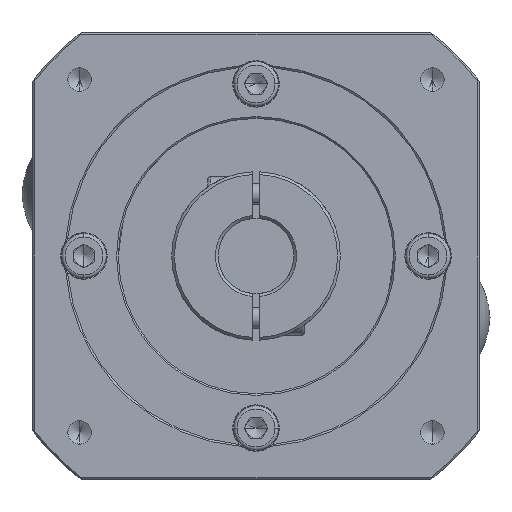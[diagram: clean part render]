
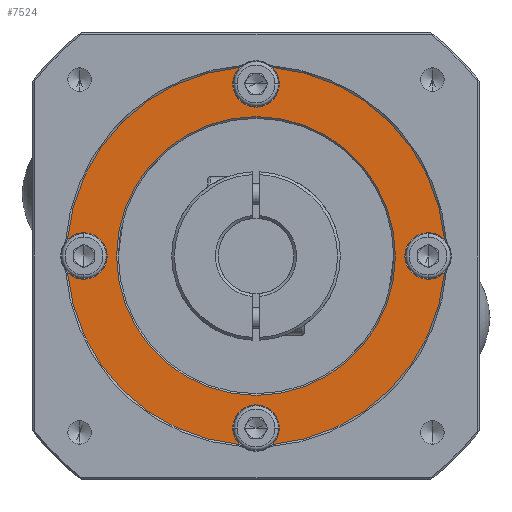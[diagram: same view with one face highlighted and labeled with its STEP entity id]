
A CAD part, left-side view. The second image highlights one B-rep face of the part: STEP entity #7524.
In plain terms, the highlighted face is planar.
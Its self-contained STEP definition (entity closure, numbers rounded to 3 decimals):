
#92 = AXIS2_PLACEMENT_3D ( 'NONE', #6286, #6276, #6251 ) ;
#181 = CIRCLE ( 'NONE', #6019, 55. ) ;
#183 = VERTEX_POINT ( 'NONE', #9407 ) ;
#290 = CARTESIAN_POINT ( 'NONE',  ( 0., 0., 66. ) ) ;
#678 = CARTESIAN_POINT ( 'NONE',  ( -40.5, 0., 66. ) ) ;
#683 = EDGE_CURVE ( 'NONE', #719, #1610, #5234, .T. ) ;
#719 = VERTEX_POINT ( 'NONE', #3761 ) ;
#962 = CIRCLE ( 'NONE', #4042, 55. ) ;
#969 = CIRCLE ( 'NONE', #1350, 6.75 ) ;
#985 = EDGE_CURVE ( 'NONE', #8882, #8990, #4533, .T. ) ;
#993 = DIRECTION ( 'NONE',  ( 0., 0., 1. ) ) ;
#1191 = CARTESIAN_POINT ( 'NONE',  ( 0., 0., 66. ) ) ;
#1205 = CARTESIAN_POINT ( 'NONE',  ( 40.5, 0., 66. ) ) ;
#1350 = AXIS2_PLACEMENT_3D ( 'NONE', #1635, #1581, #1444 ) ;
#1444 = DIRECTION ( 'NONE',  ( 1., 0., 0. ) ) ;
#1527 = VERTEX_POINT ( 'NONE', #4318 ) ;
#1581 = DIRECTION ( 'NONE',  ( 0., 0., -1. ) ) ;
#1610 = VERTEX_POINT ( 'NONE', #9918 ) ;
#1635 = CARTESIAN_POINT ( 'NONE',  ( 0., -50., 66. ) ) ;
#1678 = VERTEX_POINT ( 'NONE', #678 ) ;
#1753 = CIRCLE ( 'NONE', #2633, 55. ) ;
#1760 = EDGE_CURVE ( 'NONE', #1527, #3056, #1753, .T. ) ;
#1895 = EDGE_CURVE ( 'NONE', #9854, #8882, #962, .T. ) ;
#1905 = AXIS2_PLACEMENT_3D ( 'NONE', #3985, #3974, #3966 ) ;
#2050 = DIRECTION ( 'NONE',  ( 0., 0., -1. ) ) ;
#2097 = EDGE_CURVE ( 'NONE', #9581, #5699, #181, .T. ) ;
#2098 = ORIENTED_EDGE ( 'NONE', *, *, #4613, .T. ) ;
#2113 = CARTESIAN_POINT ( 'NONE',  ( 0., -50., 66. ) ) ;
#2151 = ORIENTED_EDGE ( 'NONE', *, *, #683, .T. ) ;
#2249 = VERTEX_POINT ( 'NONE', #1205 ) ;
#2316 = EDGE_CURVE ( 'NONE', #3681, #4991, #9620, .T. ) ;
#2370 = EDGE_CURVE ( 'NONE', #1678, #2249, #9498, .T. ) ;
#2587 = DIRECTION ( 'NONE',  ( 0., 0., 1. ) ) ;
#2633 = AXIS2_PLACEMENT_3D ( 'NONE', #8554, #6068, #10098 ) ;
#2643 = CIRCLE ( 'NONE', #4646, 6.75 ) ;
#2859 = ORIENTED_EDGE ( 'NONE', *, *, #1895, .T. ) ;
#2936 = CARTESIAN_POINT ( 'NONE',  ( 54.794, -4.751, 66. ) ) ;
#2971 = DIRECTION ( 'NONE',  ( 1., 0., 0. ) ) ;
#3056 = VERTEX_POINT ( 'NONE', #8427 ) ;
#3091 = DIRECTION ( 'NONE',  ( 1., 0., 0. ) ) ;
#3110 = DIRECTION ( 'NONE',  ( 0., 0., -1. ) ) ;
#3119 = CARTESIAN_POINT ( 'NONE',  ( 0., -50., 66. ) ) ;
#3288 = EDGE_CURVE ( 'NONE', #9588, #183, #6044, .T. ) ;
#3309 = ORIENTED_EDGE ( 'NONE', *, *, #3629, .T. ) ;
#3382 = AXIS2_PLACEMENT_3D ( 'NONE', #7104, #7075, #7066 ) ;
#3582 = DIRECTION ( 'NONE',  ( 1., 0., 0. ) ) ;
#3629 = EDGE_CURVE ( 'NONE', #8990, #3681, #4822, .T. ) ;
#3681 = VERTEX_POINT ( 'NONE', #7590 ) ;
#3697 = CARTESIAN_POINT ( 'NONE',  ( 0., 50., 66. ) ) ;
#3717 = DIRECTION ( 'NONE',  ( 0., 0., -1. ) ) ;
#3761 = CARTESIAN_POINT ( 'NONE',  ( -6.75, -50., 66. ) ) ;
#3795 = DIRECTION ( 'NONE',  ( 0., 0., -1. ) ) ;
#3966 = DIRECTION ( 'NONE',  ( 1., 0., 0. ) ) ;
#3974 = DIRECTION ( 'NONE',  ( 0., 0., -1. ) ) ;
#3985 = CARTESIAN_POINT ( 'NONE',  ( 0., 0., 66. ) ) ;
#4002 = CARTESIAN_POINT ( 'NONE',  ( 0., 0., 66. ) ) ;
#4042 = AXIS2_PLACEMENT_3D ( 'NONE', #1191, #2587, #5932 ) ;
#4056 = EDGE_LOOP ( 'NONE', ( #6307, #7426, #4297, #2859, #4280, #3309, #7500, #2098, #2151, #6524, #9996, #10168, #9547, #6551 ) ) ;
#4132 = DIRECTION ( 'NONE',  ( 1., 0., 0. ) ) ;
#4280 = ORIENTED_EDGE ( 'NONE', *, *, #985, .T. ) ;
#4297 = ORIENTED_EDGE ( 'NONE', *, *, #5075, .T. ) ;
#4318 = CARTESIAN_POINT ( 'NONE',  ( 54.794, 4.751, 66. ) ) ;
#4348 = DIRECTION ( 'NONE',  ( 1., 0., 0. ) ) ;
#4369 = VERTEX_POINT ( 'NONE', #9658 ) ;
#4377 = DIRECTION ( 'NONE',  ( 0., 0., -1. ) ) ;
#4410 = CARTESIAN_POINT ( 'NONE',  ( 0., 50., 66. ) ) ;
#4533 = CIRCLE ( 'NONE', #5899, 6.75 ) ;
#4554 = DIRECTION ( 'NONE',  ( 1., 0., 0. ) ) ;
#4613 = EDGE_CURVE ( 'NONE', #4991, #719, #969, .T. ) ;
#4646 = AXIS2_PLACEMENT_3D ( 'NONE', #8113, #8105, #8092 ) ;
#4822 = CIRCLE ( 'NONE', #9817, 6.75 ) ;
#4984 = CARTESIAN_POINT ( 'NONE',  ( -4.751, 54.794, 66. ) ) ;
#4991 = VERTEX_POINT ( 'NONE', #6731 ) ;
#5000 = DIRECTION ( 'NONE',  ( 0., 0., -1. ) ) ;
#5075 = EDGE_CURVE ( 'NONE', #183, #9854, #8441, .T. ) ;
#5083 = CARTESIAN_POINT ( 'NONE',  ( 0., 0., 66. ) ) ;
#5187 = DIRECTION ( 'NONE',  ( 1., 0., 0. ) ) ;
#5188 = DIRECTION ( 'NONE',  ( 0., 0., -1. ) ) ;
#5203 = CARTESIAN_POINT ( 'NONE',  ( 50., 0., 66. ) ) ;
#5234 = CIRCLE ( 'NONE', #9796, 6.75 ) ;
#5266 = CIRCLE ( 'NONE', #7174, 6.75 ) ;
#5357 = AXIS2_PLACEMENT_3D ( 'NONE', #290, #993, #8952 ) ;
#5518 = AXIS2_PLACEMENT_3D ( 'NONE', #4002, #2050, #2971 ) ;
#5673 = EDGE_CURVE ( 'NONE', #1610, #9581, #5266, .T. ) ;
#5699 = VERTEX_POINT ( 'NONE', #2936 ) ;
#5899 = AXIS2_PLACEMENT_3D ( 'NONE', #10214, #3795, #4132 ) ;
#5932 = DIRECTION ( 'NONE',  ( 1., 0., 0. ) ) ;
#5946 = CIRCLE ( 'NONE', #8138, 6.75 ) ;
#6019 = AXIS2_PLACEMENT_3D ( 'NONE', #5083, #7902, #6686 ) ;
#6034 = EDGE_CURVE ( 'NONE', #5699, #4369, #2643, .T. ) ;
#6044 = CIRCLE ( 'NONE', #8641, 6.75 ) ;
#6068 = DIRECTION ( 'NONE',  ( 0., 0., 1. ) ) ;
#6248 = CARTESIAN_POINT ( 'NONE',  ( 6.75, 50., 66. ) ) ;
#6251 = DIRECTION ( 'NONE',  ( 1., 0., 0. ) ) ;
#6276 = DIRECTION ( 'NONE',  ( 0., 0., -1. ) ) ;
#6286 = CARTESIAN_POINT ( 'NONE',  ( 0., 50., 66. ) ) ;
#6288 = CARTESIAN_POINT ( 'NONE',  ( 4.751, -54.794, 66. ) ) ;
#6307 = ORIENTED_EDGE ( 'NONE', *, *, #9568, .T. ) ;
#6327 = CIRCLE ( 'NONE', #92, 6.75 ) ;
#6456 = AXIS2_PLACEMENT_3D ( 'NONE', #4410, #4377, #4348 ) ;
#6524 = ORIENTED_EDGE ( 'NONE', *, *, #5673, .T. ) ;
#6551 = ORIENTED_EDGE ( 'NONE', *, *, #1760, .T. ) ;
#6686 = DIRECTION ( 'NONE',  ( 1., 0., 0. ) ) ;
#6731 = CARTESIAN_POINT ( 'NONE',  ( -4.751, -54.794, 66. ) ) ;
#7066 = DIRECTION ( 'NONE',  ( 1., 0., 0. ) ) ;
#7075 = DIRECTION ( 'NONE',  ( 0., 0., 1. ) ) ;
#7104 = CARTESIAN_POINT ( 'NONE',  ( 0., 0., 66. ) ) ;
#7114 = PLANE ( 'NONE',  #3382 ) ;
#7174 = AXIS2_PLACEMENT_3D ( 'NONE', #3119, #3110, #3091 ) ;
#7426 = ORIENTED_EDGE ( 'NONE', *, *, #3288, .T. ) ;
#7500 = ORIENTED_EDGE ( 'NONE', *, *, #2316, .T. ) ;
#7524 = ADVANCED_FACE ( 'NONE', ( #8314, #9019 ), #7114, .T. ) ;
#7590 = CARTESIAN_POINT ( 'NONE',  ( -54.794, -4.751, 66. ) ) ;
#7834 = EDGE_CURVE ( 'NONE', #2249, #1678, #9380, .T. ) ;
#7866 = DIRECTION ( 'NONE',  ( 1., 0., 0. ) ) ;
#7888 = CARTESIAN_POINT ( 'NONE',  ( -50., 0., 66. ) ) ;
#7902 = DIRECTION ( 'NONE',  ( 0., 0., 1. ) ) ;
#8092 = DIRECTION ( 'NONE',  ( 1., 0., 0. ) ) ;
#8105 = DIRECTION ( 'NONE',  ( 0., 0., -1. ) ) ;
#8113 = CARTESIAN_POINT ( 'NONE',  ( 50., 0., 66. ) ) ;
#8138 = AXIS2_PLACEMENT_3D ( 'NONE', #5203, #5188, #5187 ) ;
#8208 = EDGE_LOOP ( 'NONE', ( #10057, #9419 ) ) ;
#8314 = FACE_BOUND ( 'NONE', #8208, .T. ) ;
#8427 = CARTESIAN_POINT ( 'NONE',  ( 4.751, 54.794, 66. ) ) ;
#8441 = CIRCLE ( 'NONE', #6456, 6.75 ) ;
#8554 = CARTESIAN_POINT ( 'NONE',  ( 0., 0., 66. ) ) ;
#8641 = AXIS2_PLACEMENT_3D ( 'NONE', #3697, #3717, #3582 ) ;
#8882 = VERTEX_POINT ( 'NONE', #9781 ) ;
#8952 = DIRECTION ( 'NONE',  ( 1., 0., 0. ) ) ;
#8990 = VERTEX_POINT ( 'NONE', #9392 ) ;
#9019 = FACE_OUTER_BOUND ( 'NONE', #4056, .T. ) ;
#9380 = CIRCLE ( 'NONE', #1905, 40.5 ) ;
#9392 = CARTESIAN_POINT ( 'NONE',  ( -43.25, 0., 66. ) ) ;
#9407 = CARTESIAN_POINT ( 'NONE',  ( -6.75, 50., 66. ) ) ;
#9419 = ORIENTED_EDGE ( 'NONE', *, *, #2370, .T. ) ;
#9498 = CIRCLE ( 'NONE', #5518, 40.5 ) ;
#9547 = ORIENTED_EDGE ( 'NONE', *, *, #9797, .T. ) ;
#9568 = EDGE_CURVE ( 'NONE', #3056, #9588, #6327, .T. ) ;
#9581 = VERTEX_POINT ( 'NONE', #6288 ) ;
#9588 = VERTEX_POINT ( 'NONE', #6248 ) ;
#9620 = CIRCLE ( 'NONE', #5357, 55. ) ;
#9658 = CARTESIAN_POINT ( 'NONE',  ( 43.25, 0., 66. ) ) ;
#9781 = CARTESIAN_POINT ( 'NONE',  ( -54.794, 4.751, 66. ) ) ;
#9796 = AXIS2_PLACEMENT_3D ( 'NONE', #2113, #9917, #4554 ) ;
#9797 = EDGE_CURVE ( 'NONE', #4369, #1527, #5946, .T. ) ;
#9817 = AXIS2_PLACEMENT_3D ( 'NONE', #7888, #5000, #7866 ) ;
#9854 = VERTEX_POINT ( 'NONE', #4984 ) ;
#9917 = DIRECTION ( 'NONE',  ( 0., 0., -1. ) ) ;
#9918 = CARTESIAN_POINT ( 'NONE',  ( 6.75, -50., 66. ) ) ;
#9996 = ORIENTED_EDGE ( 'NONE', *, *, #2097, .T. ) ;
#10057 = ORIENTED_EDGE ( 'NONE', *, *, #7834, .T. ) ;
#10098 = DIRECTION ( 'NONE',  ( 1., 0., 0. ) ) ;
#10168 = ORIENTED_EDGE ( 'NONE', *, *, #6034, .T. ) ;
#10214 = CARTESIAN_POINT ( 'NONE',  ( -50., 0., 66. ) ) ;
